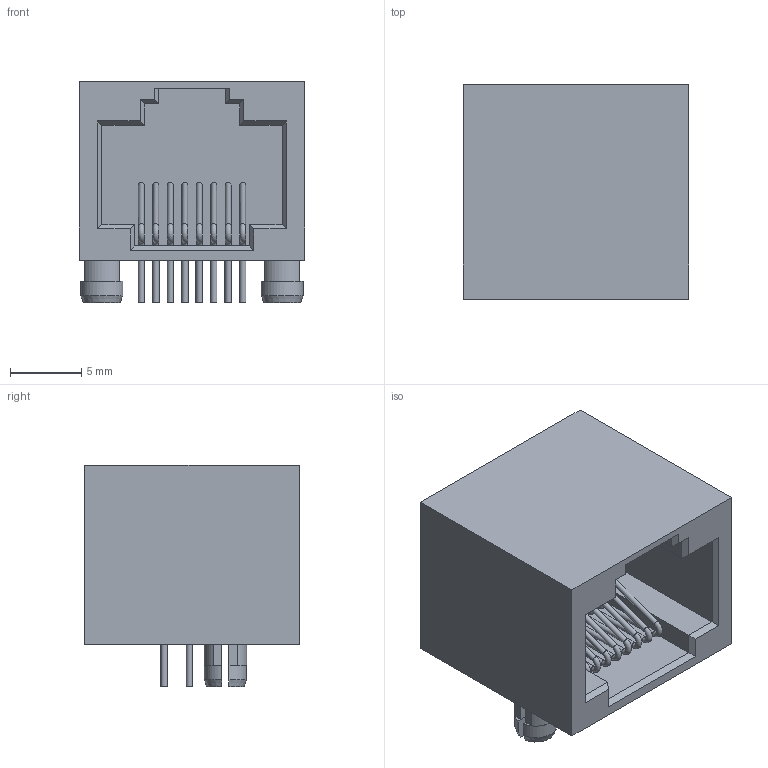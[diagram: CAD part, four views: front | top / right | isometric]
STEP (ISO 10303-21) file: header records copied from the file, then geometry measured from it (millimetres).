
FILE_DESCRIPTION(/* description */ ('STEP AP242','CAx-IF Rec.Pracs.---Representation and Presentation of Product Manufacturing Information (PMI)---4.0---2014-10-13','CAx-IF Rec.Pracs.---3D Tessellated Geometry---0.4---2014-09-14','2;1'),/* implementation_level */ '2;1');
FILE_NAME(/* name */ '65ca437fb5ea9d0371c72b8a',/* time_stamp */ '2024-02-12T16:12:48Z',/* author */ (''),/* organization */ (''),/* preprocessor_version */ 'ST-DEVELOPER v19.4',/* originating_system */ ' ',/* authorisation */ ' ');
FILE_SCHEMA (('AP242_MANAGED_MODEL_BASED_3D_ENGINEERING_MIM_LF { 1 0 10303 442 1 1 4 }'));
Length unit declared in the file: metre
Products named in the file (14): RJ45-TH_R-RJ45R08P-A004; COMPOUND
Assembly tree (13 placements, depth 2):
  RJ45-TH_R-RJ45R08P-A004
    COMPOUND
    COMPOUND
    COMPOUND
    COMPOUND
    COMPOUND
    COMPOUND
    COMPOUND
    COMPOUND
    COMPOUND
    COMPOUND
    COMPOUND
    COMPOUND
    COMPOUND
Bounding box: 15.9 x 15.1 x 15.6 mm (x, y, z)
Volume: 1795.5 mm3; surface area: 2068.4 mm2
Topology: 13 solids, 13 shells, 417 faces, 1050 edges, 690 vertices
Faces by surface type: plane 253, bspline 109, cylinder 35, torus 16, cone 4
Full cylindrical faces by diameter (mm): 0.4 x16, 0.46 x8
Entity records: 14341 total; most frequent: CARTESIAN_POINT 4173, ORIENTED_EDGE 2004, DIRECTION 1499, EDGE_CURVE 1002, LINE 691, VECTOR 691, VERTEX_POINT 682, EDGE_LOOP 504
